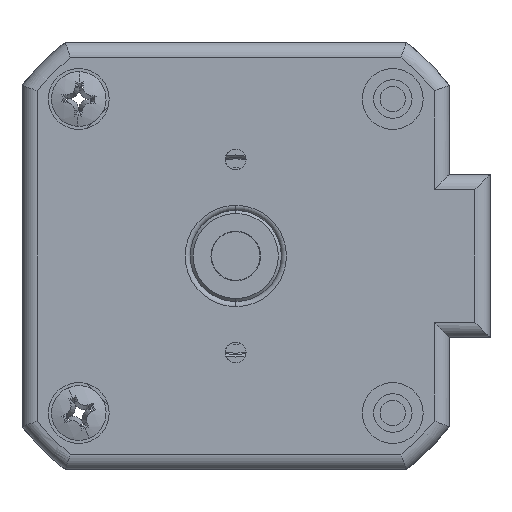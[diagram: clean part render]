
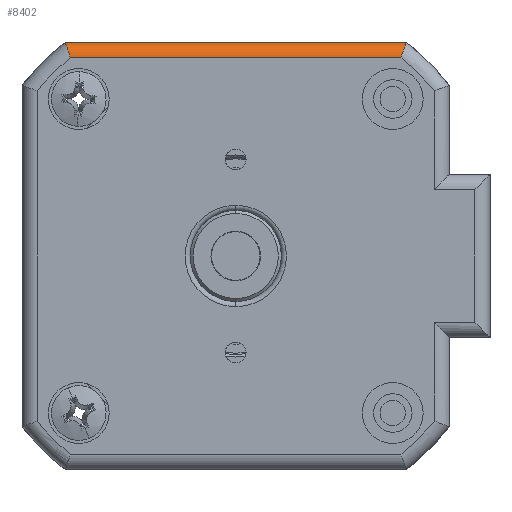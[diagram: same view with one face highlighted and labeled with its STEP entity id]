
A CAD part, front view. The second image highlights one B-rep face of the part: STEP entity #8402.
In plain terms, the highlighted cylindrical face has radius 1.5 mm (diameter 3 mm), a partial arc.
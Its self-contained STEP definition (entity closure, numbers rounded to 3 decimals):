
#39 = CARTESIAN_POINT ( 'NONE',  ( -21.444, -25.148, 37.423 ) ) ;
#266 = ORIENTED_EDGE ( 'NONE', *, *, #2800, .T. ) ;
#416 = B_SPLINE_CURVE_WITH_KNOTS ( 'NONE', 3,
 ( #2175, #7358, #3707, #8817, #4432, #39, #5174, #752, #5913, #1488, #6676, #2241 ),
 .UNSPECIFIED., .F., .F.,
 ( 4, 2, 2, 2, 2, 4 ),
 ( 0., 0.001, 0.001, 0.002, 0.002, 0.002 ),
 .UNSPECIFIED. ) ;
#481 = EDGE_LOOP ( 'NONE', ( #266, #4827, #4779, #8391 ) ) ;
#484 = CARTESIAN_POINT ( 'NONE',  ( 11.604, -25.707, 36.238 ) ) ;
#521 = CARTESIAN_POINT ( 'NONE',  ( 12.137, -24.309, 37.738 ) ) ;
#540 = B_SPLINE_CURVE_WITH_KNOTS ( 'NONE', 3,
 ( #484, #1179, #7123, #2708, #7854, #3451, #8583, #4197, #9326, #4939, #521, #5668 ),
 .UNSPECIFIED., .F., .F.,
 ( 4, 2, 2, 2, 2, 4 ),
 ( 0., 0.001, 0.001, 0.002, 0.002, 0.002 ),
 .UNSPECIFIED. ) ;
#739 = CARTESIAN_POINT ( 'NONE',  ( -21.021, -25.707, 36.238 ) ) ;
#752 = CARTESIAN_POINT ( 'NONE',  ( -21.526, -24.704, 37.657 ) ) ;
#915 = CARTESIAN_POINT ( 'NONE',  ( 12.137, -24.207, 37.738 ) ) ;
#1179 = CARTESIAN_POINT ( 'NONE',  ( 11.672, -25.707, 36.428 ) ) ;
#1349 = VERTEX_POINT ( 'NONE', #3327 ) ;
#1488 = CARTESIAN_POINT ( 'NONE',  ( -21.551, -24.41, 37.728 ) ) ;
#1532 = FACE_OUTER_BOUND ( 'NONE', #481, .T. ) ;
#1625 = VERTEX_POINT ( 'NONE', #5130 ) ;
#1809 = DIRECTION ( 'NONE',  ( 1., 0., 0. ) ) ;
#2175 = CARTESIAN_POINT ( 'NONE',  ( -21.021, -25.707, 36.238 ) ) ;
#2241 = CARTESIAN_POINT ( 'NONE',  ( -21.555, -24.207, 37.738 ) ) ;
#2249 = VECTOR ( 'NONE', #7584, 1000. ) ;
#2460 = CARTESIAN_POINT ( 'NONE',  ( -4.709, -25.707, 36.238 ) ) ;
#2545 = DIRECTION ( 'NONE',  ( 0., 0., -1. ) ) ;
#2708 = CARTESIAN_POINT ( 'NONE',  ( 11.868, -25.527, 36.976 ) ) ;
#2800 = EDGE_CURVE ( 'NONE', #1625, #7966, #540, .T. ) ;
#3327 = CARTESIAN_POINT ( 'NONE',  ( -21.555, -24.207, 37.738 ) ) ;
#3451 = CARTESIAN_POINT ( 'NONE',  ( 12.027, -25.148, 37.423 ) ) ;
#3707 = CARTESIAN_POINT ( 'NONE',  ( -21.159, -25.67, 36.621 ) ) ;
#4197 = CARTESIAN_POINT ( 'NONE',  ( 12.109, -24.704, 37.657 ) ) ;
#4432 = CARTESIAN_POINT ( 'NONE',  ( -21.345, -25.42, 37.143 ) ) ;
#4779 = ORIENTED_EDGE ( 'NONE', *, *, #5311, .F. ) ;
#4827 = ORIENTED_EDGE ( 'NONE', *, *, #7595, .F. ) ;
#4939 = CARTESIAN_POINT ( 'NONE',  ( 12.134, -24.41, 37.728 ) ) ;
#5130 = CARTESIAN_POINT ( 'NONE',  ( 11.604, -25.707, 36.238 ) ) ;
#5174 = CARTESIAN_POINT ( 'NONE',  ( -21.485, -24.981, 37.539 ) ) ;
#5311 = EDGE_CURVE ( 'NONE', #8718, #1349, #416, .T. ) ;
#5668 = CARTESIAN_POINT ( 'NONE',  ( 12.137, -24.207, 37.738 ) ) ;
#5830 = VECTOR ( 'NONE', #7063, 1000. ) ;
#5913 = CARTESIAN_POINT ( 'NONE',  ( -21.537, -24.607, 37.687 ) ) ;
#6022 = EDGE_CURVE ( 'NONE', #1625, #8718, #6412, .T. ) ;
#6364 = CARTESIAN_POINT ( 'NONE',  ( -21.555, -24.207, 37.738 ) ) ;
#6412 = LINE ( 'NONE', #2460, #2249 ) ;
#6676 = CARTESIAN_POINT ( 'NONE',  ( -21.555, -24.309, 37.738 ) ) ;
#7063 = DIRECTION ( 'NONE',  ( 1., 0., 0. ) ) ;
#7123 = CARTESIAN_POINT ( 'NONE',  ( 11.741, -25.67, 36.621 ) ) ;
#7191 = CYLINDRICAL_SURFACE ( 'NONE', #8040, 1.5 ) ;
#7358 = CARTESIAN_POINT ( 'NONE',  ( -21.09, -25.707, 36.428 ) ) ;
#7584 = DIRECTION ( 'NONE',  ( -1., 0., 0. ) ) ;
#7595 = EDGE_CURVE ( 'NONE', #1349, #7966, #7775, .T. ) ;
#7696 = CARTESIAN_POINT ( 'NONE',  ( -21.555, -24.207, 36.238 ) ) ;
#7775 = LINE ( 'NONE', #6364, #5830 ) ;
#7854 = CARTESIAN_POINT ( 'NONE',  ( 11.928, -25.42, 37.143 ) ) ;
#7966 = VERTEX_POINT ( 'NONE', #915 ) ;
#8040 = AXIS2_PLACEMENT_3D ( 'NONE', #7696, #1809, #2545 ) ;
#8391 = ORIENTED_EDGE ( 'NONE', *, *, #6022, .F. ) ;
#8402 = ADVANCED_FACE ( 'NONE', ( #1532 ), #7191, .T. ) ;
#8583 = CARTESIAN_POINT ( 'NONE',  ( 12.067, -24.981, 37.539 ) ) ;
#8718 = VERTEX_POINT ( 'NONE', #739 ) ;
#8817 = CARTESIAN_POINT ( 'NONE',  ( -21.286, -25.527, 36.976 ) ) ;
#9326 = CARTESIAN_POINT ( 'NONE',  ( 12.12, -24.607, 37.687 ) ) ;
